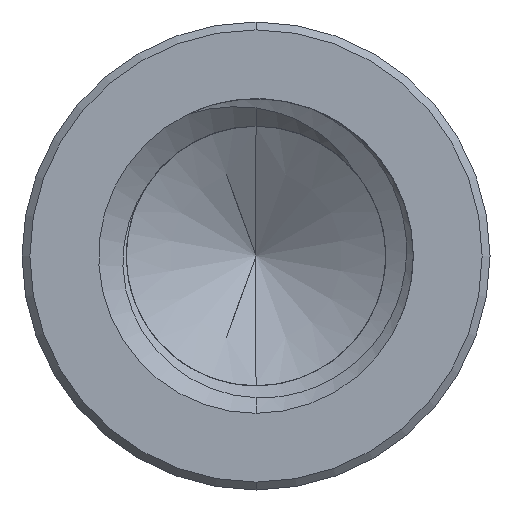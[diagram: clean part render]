
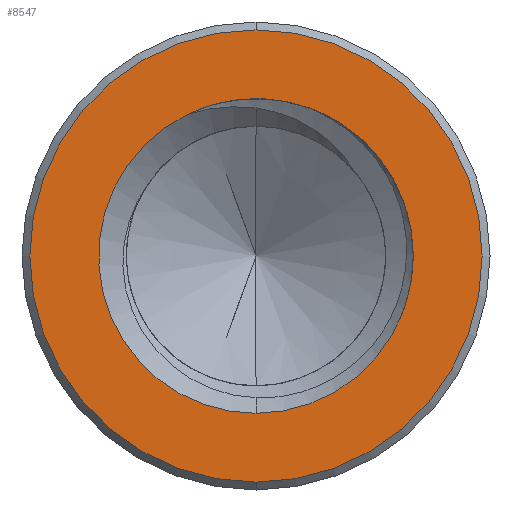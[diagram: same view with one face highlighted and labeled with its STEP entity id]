
A CAD part, front view. The second image highlights one B-rep face of the part: STEP entity #8547.
In plain terms, the highlighted planar face has unit normal (0, -1, 0).
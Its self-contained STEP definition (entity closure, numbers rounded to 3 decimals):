
#371 = CIRCLE ( 'NONE', #8080, 2.875 ) ;
#490 = CARTESIAN_POINT ( 'NONE',  ( 0., -23., 0. ) ) ;
#502 = DIRECTION ( 'NONE',  ( 0., -1., 0. ) ) ;
#569 = VERTEX_POINT ( 'NONE', #8342 ) ;
#744 = CARTESIAN_POINT ( 'NONE',  ( 0., -23., -2.875 ) ) ;
#1228 = AXIS2_PLACEMENT_3D ( 'NONE', #490, #2398, #2431 ) ;
#1346 = EDGE_CURVE ( 'NONE', #3110, #7738, #371, .T. ) ;
#1455 = CARTESIAN_POINT ( 'NONE',  ( 0., -23., 0. ) ) ;
#1532 = AXIS2_PLACEMENT_3D ( 'NONE', #6081, #8444, #4188 ) ;
#1667 = EDGE_CURVE ( 'NONE', #569, #2843, #4019, .T. ) ;
#2398 = DIRECTION ( 'NONE',  ( 0., 1., 0. ) ) ;
#2431 = DIRECTION ( 'NONE',  ( 0., 0., 1. ) ) ;
#2785 = ORIENTED_EDGE ( 'NONE', *, *, #5146, .T. ) ;
#2823 = EDGE_LOOP ( 'NONE', ( #8245, #8114 ) ) ;
#2843 = VERTEX_POINT ( 'NONE', #4847 ) ;
#2889 = EDGE_CURVE ( 'NONE', #4024, #569, #5039, .T. ) ;
#2909 = CARTESIAN_POINT ( 'NONE',  ( 0., -23., 0. ) ) ;
#3110 = VERTEX_POINT ( 'NONE', #6018 ) ;
#3794 = CIRCLE ( 'NONE', #8617, 2. ) ;
#4019 = CIRCLE ( 'NONE', #1228, 2. ) ;
#4024 = VERTEX_POINT ( 'NONE', #6852 ) ;
#4110 = ORIENTED_EDGE ( 'NONE', *, *, #1667, .T. ) ;
#4175 = EDGE_CURVE ( 'NONE', #7738, #3110, #6149, .T. ) ;
#4188 = DIRECTION ( 'NONE',  ( 0., 0., 1. ) ) ;
#4216 = DIRECTION ( 'NONE',  ( 0., -1., 0. ) ) ;
#4349 = CARTESIAN_POINT ( 'NONE',  ( 0., -23., 0. ) ) ;
#4405 = DIRECTION ( 'NONE',  ( 0., 1., 0. ) ) ;
#4547 = EDGE_LOOP ( 'NONE', ( #4110, #2785, #5003 ) ) ;
#4847 = CARTESIAN_POINT ( 'NONE',  ( 0., -23., -2. ) ) ;
#5003 = ORIENTED_EDGE ( 'NONE', *, *, #2889, .T. ) ;
#5039 = CIRCLE ( 'NONE', #1532, 2. ) ;
#5146 = EDGE_CURVE ( 'NONE', #2843, #4024, #3794, .T. ) ;
#5495 = FACE_BOUND ( 'NONE', #4547, .T. ) ;
#5520 = CARTESIAN_POINT ( 'NONE',  ( 0., -23., 0. ) ) ;
#5747 = AXIS2_PLACEMENT_3D ( 'NONE', #5520, #502, #6952 ) ;
#5951 = FACE_OUTER_BOUND ( 'NONE', #2823, .T. ) ;
#6018 = CARTESIAN_POINT ( 'NONE',  ( 0., -23., 2.875 ) ) ;
#6081 = CARTESIAN_POINT ( 'NONE',  ( 0., -23., 0. ) ) ;
#6149 = CIRCLE ( 'NONE', #5747, 2.875 ) ;
#6388 = PLANE ( 'NONE',  #7434 ) ;
#6446 = DIRECTION ( 'NONE',  ( 0., 1., 0. ) ) ;
#6852 = CARTESIAN_POINT ( 'NONE',  ( -0.874, -23., 1.799 ) ) ;
#6952 = DIRECTION ( 'NONE',  ( 0., 0., 1. ) ) ;
#7163 = DIRECTION ( 'NONE',  ( 0., 0., 1. ) ) ;
#7200 = DIRECTION ( 'NONE',  ( 0., 0., 1. ) ) ;
#7434 = AXIS2_PLACEMENT_3D ( 'NONE', #1455, #6446, #7163 ) ;
#7738 = VERTEX_POINT ( 'NONE', #744 ) ;
#8080 = AXIS2_PLACEMENT_3D ( 'NONE', #2909, #4216, #9199 ) ;
#8114 = ORIENTED_EDGE ( 'NONE', *, *, #4175, .T. ) ;
#8245 = ORIENTED_EDGE ( 'NONE', *, *, #1346, .T. ) ;
#8342 = CARTESIAN_POINT ( 'NONE',  ( 0.675, -23., 1.883 ) ) ;
#8444 = DIRECTION ( 'NONE',  ( 0., 1., 0. ) ) ;
#8547 = ADVANCED_FACE ( 'NONE', ( #5495, #5951 ), #6388, .F. ) ;
#8617 = AXIS2_PLACEMENT_3D ( 'NONE', #4349, #4405, #7200 ) ;
#9199 = DIRECTION ( 'NONE',  ( 0., 0., 1. ) ) ;
